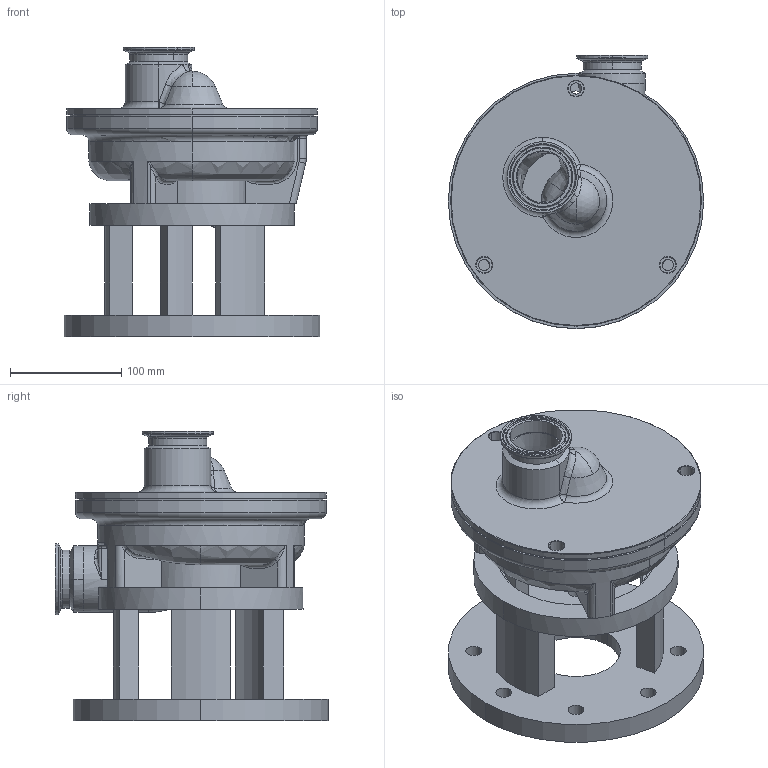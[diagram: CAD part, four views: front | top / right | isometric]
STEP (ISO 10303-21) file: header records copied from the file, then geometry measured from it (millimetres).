
FILE_DESCRIPTION (( 'STEP AP214' ), '1' );
FILE_NAME ('FZX 2100 180TC VERT.STEP', '2023-08-04T13:43:49', ( '' ), ( '' ), 'SwSTEP 2.0', 'SolidWorks 2023', '' );
FILE_SCHEMA (( 'AUTOMOTIVE_DESIGN' ));
Length unit declared in the file: millimetre
Products named in the file (1): FZX 2100 180TC VERT
Bounding box: 230 x 246 x 261.2 mm (x, y, z)
Volume: 3220195.6 mm3; surface area: 384835 mm2
Topology: 2 solids, 5 shells, 391 faces, 980 edges, 601 vertices
Faces by surface type: cylinder 139, plane 73, bspline 66, cone 57, torus 49, sphere 7
Entity records: 25759 total; most frequent: CARTESIAN_POINT 16749, ORIENTED_EDGE 1932, DIRECTION 1834, EDGE_CURVE 966, AXIS2_PLACEMENT_3D 781, VERTEX_POINT 599, CIRCLE 455, EDGE_LOOP 441
